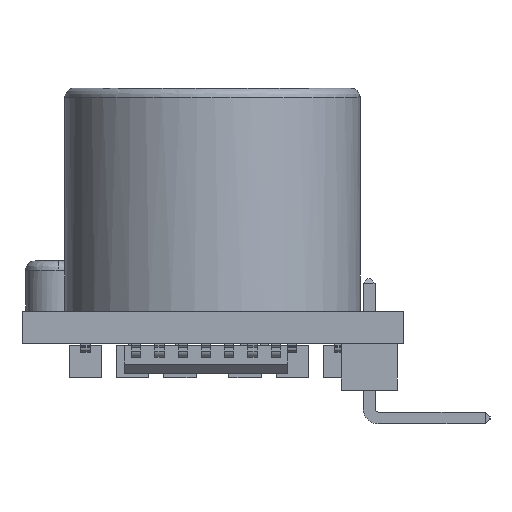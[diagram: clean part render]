
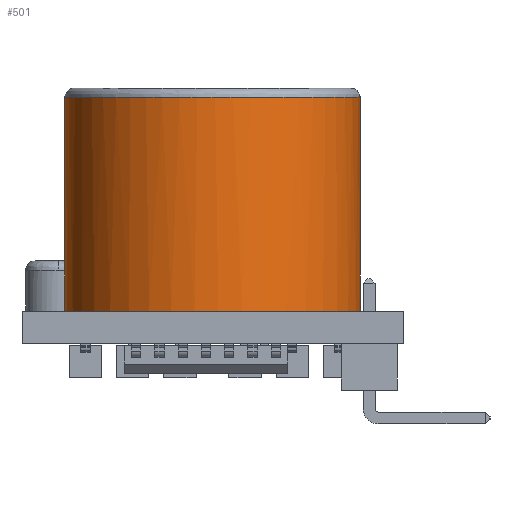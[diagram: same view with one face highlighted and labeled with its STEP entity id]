
A CAD part, front view. The second image highlights one B-rep face of the part: STEP entity #501.
In plain terms, the highlighted free-form (B-spline) face has degree [3, 1] with [4, 2] control points.
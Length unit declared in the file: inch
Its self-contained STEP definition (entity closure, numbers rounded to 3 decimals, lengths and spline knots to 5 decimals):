
#501=ADVANCED_FACE($,(#850),#4866,.T.);
#850=FACE_OUTER_BOUND($,#1223,.T.);
#1223=EDGE_LOOP($,(#2969,#2970,#2971,#2972));
#2969=ORIENTED_EDGE($,*,*,#3907,.T.);
#2970=ORIENTED_EDGE($,*,*,#3908,.T.);
#2971=ORIENTED_EDGE($,*,*,#3901,.T.);
#2972=ORIENTED_EDGE($,*,*,#3909,.F.);
#3901=EDGE_CURVE($,#4502,#4501,#5734,.T.);
#3907=EDGE_CURVE($,#4507,#4508,#5740,.T.);
#3908=EDGE_CURVE($,#4508,#4502,#5741,.T.);
#3909=EDGE_CURVE($,#4507,#4501,#5742,.T.);
#4501=VERTEX_POINT($,#10996);
#4502=VERTEX_POINT($,#10997);
#4507=VERTEX_POINT($,#11002);
#4508=VERTEX_POINT($,#11003);
#4866=(
BOUNDED_SURFACE()
B_SPLINE_SURFACE(3,1,((#10943,#10944),(#10945,#10946),(#10947,#10948),(#10949,
#10950)),.UNSPECIFIED.,.F.,.F.,.F.)
B_SPLINE_SURFACE_WITH_KNOTS((4,4),(2,2),(0.,1.),(0.,1.),.UNSPECIFIED.)
GEOMETRIC_REPRESENTATION_ITEM()
RATIONAL_B_SPLINE_SURFACE(((1.,1.),(0.333,0.333),
(0.333,0.333),(1.,1.)))
REPRESENTATION_ITEM($)
SURFACE()
);
#5734=B_SPLINE_CURVE_WITH_KNOTS($,3,(#10775,#10776,#10777,#10778,#10779,
#10780,#10781,#10782,#10783,#10784,#10785,#10786,#10787,#10788,#10789,#10790,
#10791,#10792),.UNSPECIFIED.,.F.,.F.,(4,2,2,2,2,2,2,2,4),(0.,0.125,0.25,
0.375,0.5,0.625,0.75,0.875,1.),.UNSPECIFIED.);
#5740=B_SPLINE_CURVE_WITH_KNOTS($,3,(#10847,#10848,#10849,#10850,#10851,
#10852,#10853,#10854,#10855,#10856),.UNSPECIFIED.,.F.,.F.,(4,2,2,2,4),(0.,
0.25,0.5,0.75,1.),.UNSPECIFIED.);
#5741=B_SPLINE_CURVE_WITH_KNOTS($,1,(#10857,#10858),.UNSPECIFIED.,.F.,.F.,
(2,2),(0.,1.),.UNSPECIFIED.);
#5742=B_SPLINE_CURVE_WITH_KNOTS($,1,(#10859,#10860),.UNSPECIFIED.,.F.,.F.,
(2,2),(0.,1.),.UNSPECIFIED.);
#10775=CARTESIAN_POINT($,(7.94,0.,0.));
#10776=CARTESIAN_POINT($,(7.94,0.,1.04269));
#10777=CARTESIAN_POINT($,(7.73462,0.,2.07518));
#10778=CARTESIAN_POINT($,(6.93658,0.,4.00183));
#10779=CARTESIAN_POINT($,(6.35172,0.,4.87713));
#10780=CARTESIAN_POINT($,(4.87713,0.,6.35172));
#10781=CARTESIAN_POINT($,(4.00183,0.,6.93658));
#10782=CARTESIAN_POINT($,(2.07518,0.,7.73462));
#10783=CARTESIAN_POINT($,(1.04269,0.,7.94));
#10784=CARTESIAN_POINT($,(-1.04269,0.,7.94));
#10785=CARTESIAN_POINT($,(-2.07518,0.,7.73462));
#10786=CARTESIAN_POINT($,(-4.00183,0.,6.93658));
#10787=CARTESIAN_POINT($,(-4.87713,0.,6.35172));
#10788=CARTESIAN_POINT($,(-6.35172,0.,4.87713));
#10789=CARTESIAN_POINT($,(-6.93658,0.,4.00183));
#10790=CARTESIAN_POINT($,(-7.73462,0.,2.07518));
#10791=CARTESIAN_POINT($,(-7.94,0.,1.04269));
#10792=CARTESIAN_POINT($,(-7.94,0.,0.));
#10847=CARTESIAN_POINT($,(-7.94,-11.5,0.));
#10848=CARTESIAN_POINT($,(-7.94,-11.5,2.10576));
#10849=CARTESIAN_POINT($,(-7.10342,-11.5,4.12543));
#10850=CARTESIAN_POINT($,(-4.12543,-11.5,7.10342));
#10851=CARTESIAN_POINT($,(-2.10576,-11.5,7.94));
#10852=CARTESIAN_POINT($,(2.10576,-11.5,7.94));
#10853=CARTESIAN_POINT($,(4.12543,-11.5,7.10342));
#10854=CARTESIAN_POINT($,(7.10342,-11.5,4.12543));
#10855=CARTESIAN_POINT($,(7.94,-11.5,2.10576));
#10856=CARTESIAN_POINT($,(7.94,-11.5,0.));
#10857=CARTESIAN_POINT($,(7.94,-11.5,0.));
#10858=CARTESIAN_POINT($,(7.94,0.,0.));
#10859=CARTESIAN_POINT($,(-7.94,-11.5,0.));
#10860=CARTESIAN_POINT($,(-7.94,0.,0.));
#10943=CARTESIAN_POINT($,(-7.94,-11.5,0.));
#10944=CARTESIAN_POINT($,(-7.94,0.,0.));
#10945=CARTESIAN_POINT($,(-7.94,-11.5,15.88));
#10946=CARTESIAN_POINT($,(-7.94,0.,15.88));
#10947=CARTESIAN_POINT($,(7.94,-11.5,15.88));
#10948=CARTESIAN_POINT($,(7.94,0.,15.88));
#10949=CARTESIAN_POINT($,(7.94,-11.5,0.));
#10950=CARTESIAN_POINT($,(7.94,0.,0.));
#10996=CARTESIAN_POINT($,(-7.94,0.,0.));
#10997=CARTESIAN_POINT($,(7.94,0.,0.));
#11002=CARTESIAN_POINT($,(-7.94,-11.5,0.));
#11003=CARTESIAN_POINT($,(7.94,-11.5,0.));
